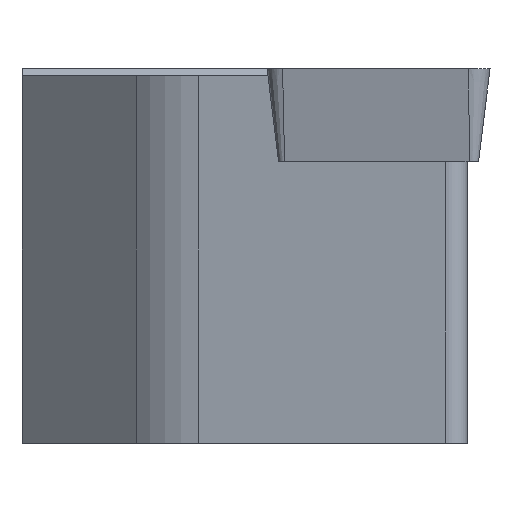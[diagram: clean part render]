
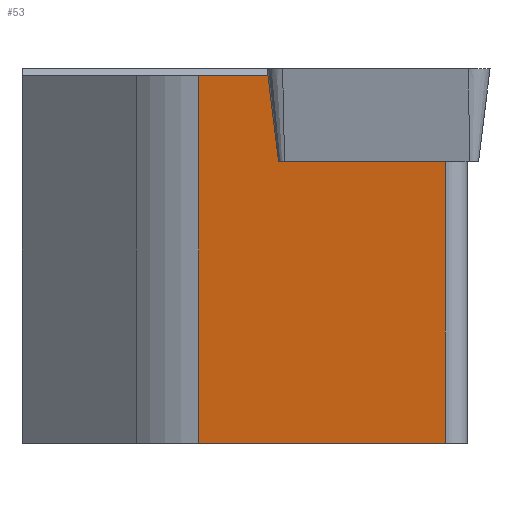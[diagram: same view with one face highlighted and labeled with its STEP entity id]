
A CAD part, left-side view. The second image highlights one B-rep face of the part: STEP entity #53.
In plain terms, the highlighted planar face has unit normal (-0.985, 0.174, 0).
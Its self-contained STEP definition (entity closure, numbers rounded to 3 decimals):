
#53=ADVANCED_FACE('',(#101),#79,.F.);
#79=PLANE('',#538);
#101=FACE_OUTER_BOUND('',#128,.T.);
#128=EDGE_LOOP('',(#185,#186,#187,#188,#189,#190));
#185=ORIENTED_EDGE('',*,*,#367,.F.);
#186=ORIENTED_EDGE('',*,*,#358,.F.);
#187=ORIENTED_EDGE('',*,*,#368,.F.);
#188=ORIENTED_EDGE('',*,*,#369,.F.);
#189=ORIENTED_EDGE('',*,*,#365,.T.);
#190=ORIENTED_EDGE('',*,*,#370,.F.);
#302=VERTEX_POINT('',#710);
#312=VERTEX_POINT('',#729);
#317=VERTEX_POINT('',#743);
#318=VERTEX_POINT('',#745);
#319=VERTEX_POINT('',#749);
#320=VERTEX_POINT('',#751);
#358=EDGE_CURVE('',#312,#302,#426,.T.);
#365=EDGE_CURVE('',#318,#317,#432,.T.);
#367=EDGE_CURVE('',#302,#319,#433,.T.);
#368=EDGE_CURVE('',#320,#312,#434,.T.);
#369=EDGE_CURVE('',#318,#320,#435,.T.);
#370=EDGE_CURVE('',#319,#317,#436,.T.);
#426=LINE('',#730,#483);
#432=LINE('',#744,#489);
#433=LINE('',#748,#490);
#434=LINE('',#750,#491);
#435=LINE('',#752,#492);
#436=LINE('',#753,#493);
#483=VECTOR('',#584,1.);
#489=VECTOR('',#596,1.);
#490=VECTOR('',#601,1.);
#491=VECTOR('',#602,1.);
#492=VECTOR('',#603,1.);
#493=VECTOR('',#604,1.);
#538=AXIS2_PLACEMENT_3D('',#754,#605,#606);
#584=DIRECTION('',(-0.174,-0.985,0.));
#596=DIRECTION('',(0.,0.,1.));
#601=DIRECTION('',(-0.021,-0.122,-0.992));
#602=DIRECTION('',(0.,0.,1.));
#603=DIRECTION('',(0.174,0.985,0.));
#604=DIRECTION('',(-0.174,-0.985,0.));
#605=DIRECTION('',(0.985,-0.174,0.));
#606=DIRECTION('',(0.174,0.985,0.));
#710=CARTESIAN_POINT('',(2.508,9.488,-0.3));
#729=CARTESIAN_POINT('',(3.029,12.447,-0.3));
#730=CARTESIAN_POINT('',(1.171,1.909,-0.3));
#743=CARTESIAN_POINT('',(1.171,1.909,-3.97));
#744=CARTESIAN_POINT('',(1.171,1.909,-30.));
#745=CARTESIAN_POINT('',(1.171,1.909,-16.));
#748=CARTESIAN_POINT('',(1.854,5.781,-30.49));
#749=CARTESIAN_POINT('',(2.428,9.038,-3.97));
#750=CARTESIAN_POINT('',(3.029,12.447,-30.));
#751=CARTESIAN_POINT('',(3.029,12.447,-16.));
#752=CARTESIAN_POINT('',(1.171,1.909,-16.));
#753=CARTESIAN_POINT('',(1.171,1.909,-3.97));
#754=CARTESIAN_POINT('',(1.171,1.909,-30.));
